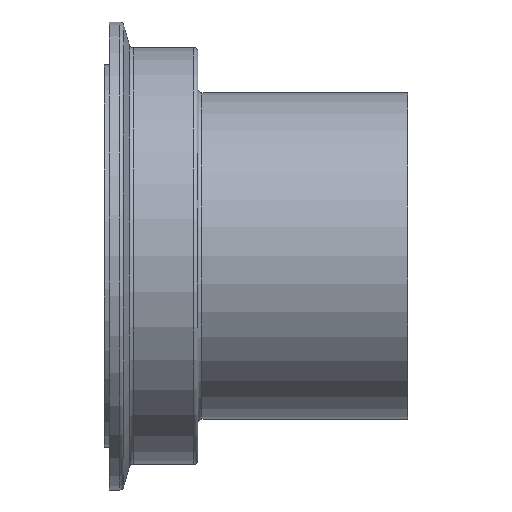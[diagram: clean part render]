
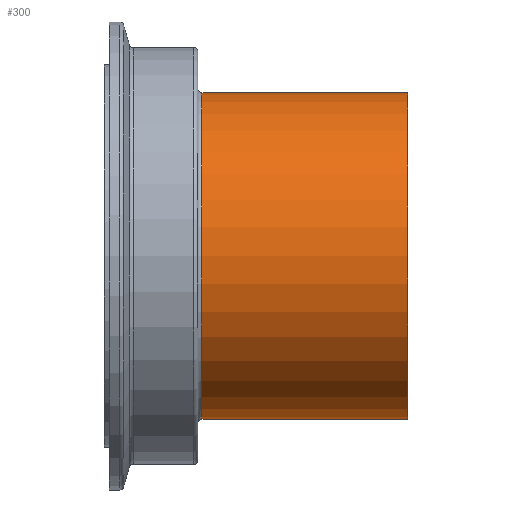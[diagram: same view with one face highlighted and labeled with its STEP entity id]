
A CAD part, top view. The second image highlights one B-rep face of the part: STEP entity #300.
In plain terms, the highlighted cylindrical face has radius 31.75 mm (diameter 63.5 mm), a partial arc.
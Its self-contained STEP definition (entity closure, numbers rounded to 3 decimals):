
#8 = VERTEX_POINT ( 'NONE', #611 ) ;
#10 = CYLINDRICAL_SURFACE ( 'NONE', #83, 31.75 ) ;
#33 = DIRECTION ( 'NONE',  ( -1., 0., 0. ) ) ;
#38 = VERTEX_POINT ( 'NONE', #56 ) ;
#41 = AXIS2_PLACEMENT_3D ( 'NONE', #553, #372, #233 ) ;
#56 = CARTESIAN_POINT ( 'NONE',  ( 7.62, 23.615, 0. ) ) ;
#61 = EDGE_CURVE ( 'NONE', #8, #38, #841, .T. ) ;
#78 = VERTEX_POINT ( 'NONE', #254 ) ;
#79 = VERTEX_POINT ( 'NONE', #641 ) ;
#83 = AXIS2_PLACEMENT_3D ( 'NONE', #798, #480, #848 ) ;
#119 = EDGE_CURVE ( 'NONE', #78, #8, #493, .T. ) ;
#125 = LINE ( 'NONE', #589, #349 ) ;
#210 = EDGE_CURVE ( 'NONE', #79, #38, #125, .T. ) ;
#233 = DIRECTION ( 'NONE',  ( 0., -1., 0. ) ) ;
#243 = VECTOR ( 'NONE', #697, 1000. ) ;
#254 = CARTESIAN_POINT ( 'NONE',  ( 47.62, -39.885, 0. ) ) ;
#300 = ADVANCED_FACE ( 'NONE', ( #713 ), #10, .T. ) ;
#310 = ORIENTED_EDGE ( 'NONE', *, *, #61, .F. ) ;
#338 = EDGE_CURVE ( 'NONE', #78, #79, #609, .T. ) ;
#349 = VECTOR ( 'NONE', #391, 1000. ) ;
#372 = DIRECTION ( 'NONE',  ( -1., 0., 0. ) ) ;
#387 = EDGE_LOOP ( 'NONE', ( #504, #496, #310, #819 ) ) ;
#391 = DIRECTION ( 'NONE',  ( -1., 0., 0. ) ) ;
#480 = DIRECTION ( 'NONE',  ( -1., 0., 0. ) ) ;
#484 = AXIS2_PLACEMENT_3D ( 'NONE', #631, #33, #822 ) ;
#493 = LINE ( 'NONE', #772, #243 ) ;
#496 = ORIENTED_EDGE ( 'NONE', *, *, #210, .T. ) ;
#504 = ORIENTED_EDGE ( 'NONE', *, *, #338, .T. ) ;
#553 = CARTESIAN_POINT ( 'NONE',  ( 47.62, -8.135, 0. ) ) ;
#589 = CARTESIAN_POINT ( 'NONE',  ( -172.678, 23.615, 0. ) ) ;
#609 = CIRCLE ( 'NONE', #41, 31.75 ) ;
#611 = CARTESIAN_POINT ( 'NONE',  ( 7.62, -39.885, 0. ) ) ;
#631 = CARTESIAN_POINT ( 'NONE',  ( 7.62, -8.135, 0. ) ) ;
#641 = CARTESIAN_POINT ( 'NONE',  ( 47.62, 23.615, 0. ) ) ;
#697 = DIRECTION ( 'NONE',  ( -1., 0., 0. ) ) ;
#713 = FACE_OUTER_BOUND ( 'NONE', #387, .T. ) ;
#772 = CARTESIAN_POINT ( 'NONE',  ( -172.678, -39.885, 0. ) ) ;
#798 = CARTESIAN_POINT ( 'NONE',  ( -172.678, -8.135, 0. ) ) ;
#819 = ORIENTED_EDGE ( 'NONE', *, *, #119, .F. ) ;
#822 = DIRECTION ( 'NONE',  ( 0., -1., 0. ) ) ;
#841 = CIRCLE ( 'NONE', #484, 31.75 ) ;
#848 = DIRECTION ( 'NONE',  ( 0., -1., 0. ) ) ;
